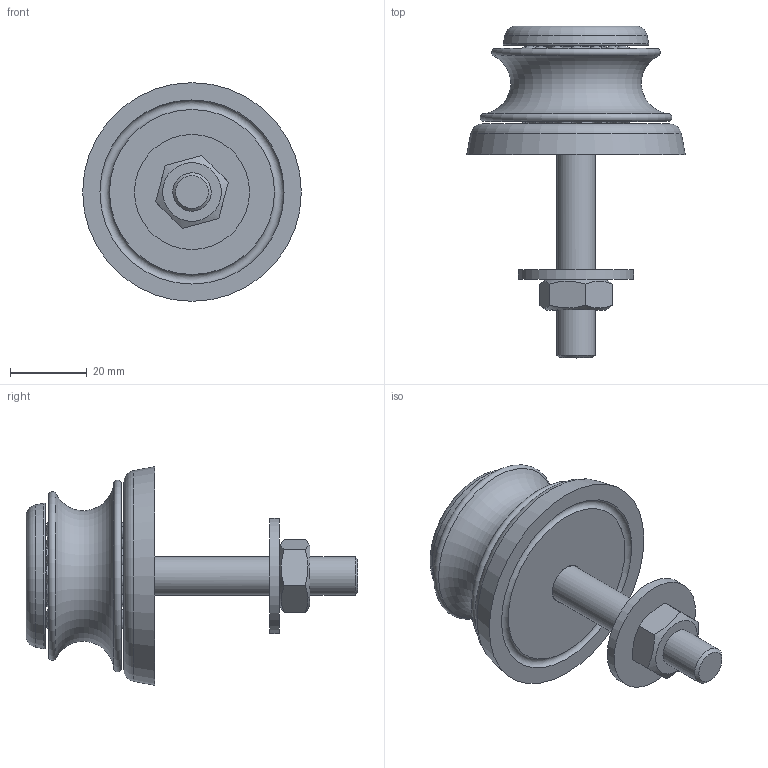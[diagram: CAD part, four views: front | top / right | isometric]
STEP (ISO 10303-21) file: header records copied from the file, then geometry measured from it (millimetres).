
FILE_DESCRIPTION(/* description */ (''),/* implementation_level */ '2;1');
FILE_NAME(/* name */ '821.052.stp',/* time_stamp */ '2018-09-20T12:38:50+02:00',/* author */ ('francesca'),/* organization */ (''),/* preprocessor_version */ 'ST-DEVELOPER v16.5',/* originating_system */ 'Autodesk Inventor 2017',/* authorisation */ '');
FILE_SCHEMA (('AUTOMOTIVE_DESIGN { 1 0 10303 214 3 1 1 }'));
Length unit declared in the file: millimetre
Products named in the file (1): 18091313
Bounding box: 57 x 86.5 x 57 mm (x, y, z)
Volume: 54276.2 mm3; surface area: 20972.4 mm2
Topology: 2 solids, 2 shells, 102 faces, 177 edges, 119 vertices
Faces by surface type: plane 38, sphere 30, cylinder 14, torus 13, cone 7
Full cylindrical faces by diameter (mm): 10 x2, 10.25 x1, 11 x1, 16 x1, 16.1 x2, 30 x1
Entity records: 2320 total; most frequent: DIRECTION 416, CARTESIAN_POINT 415, ORIENTED_EDGE 294, AXIS2_PLACEMENT_3D 190, EDGE_LOOP 172, EDGE_CURVE 147, VERTEX_POINT 117, FACE_OUTER_BOUND 102
